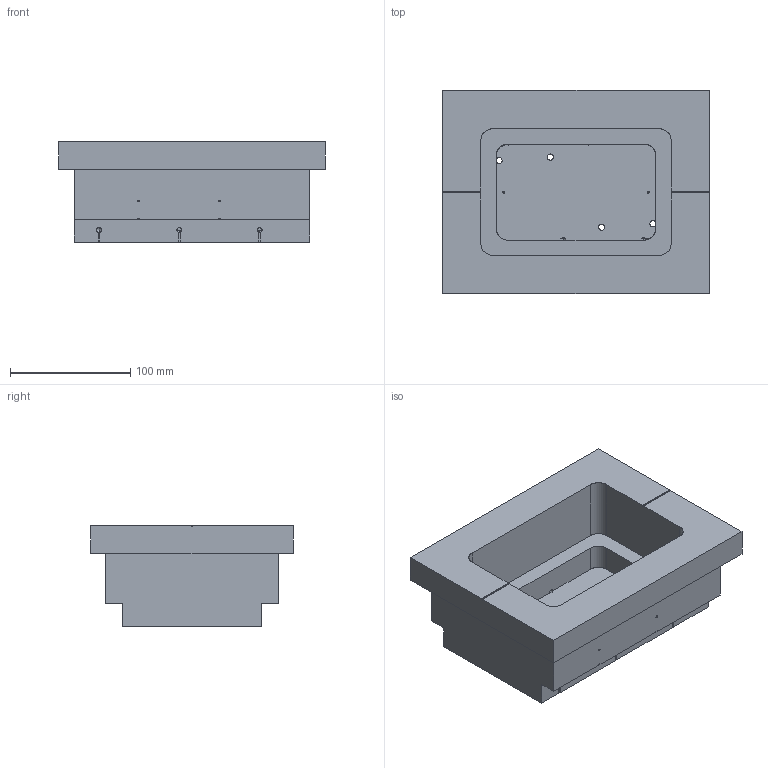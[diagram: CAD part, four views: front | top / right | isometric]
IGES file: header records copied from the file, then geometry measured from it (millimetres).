
Start section: SolidWorks IGES file using analytic representation for surfaces
Global section: file name: D1101608_04-v2.IGS; native system: SolidWorks 2012; preprocessor: SolidWorks 2012; author: tnguyen; date: 120330.084825; units: inch
Bounding box: 221.44 x 168.61 x 83.52 mm (x, y, z)
Surface area: 170856.3 mm2 (no closed solid volume)
Topology: 0 solids, 0 shells, 142 faces, 1954 edges, 1936 vertices
Faces by surface type: revolution 78, bspline 64
